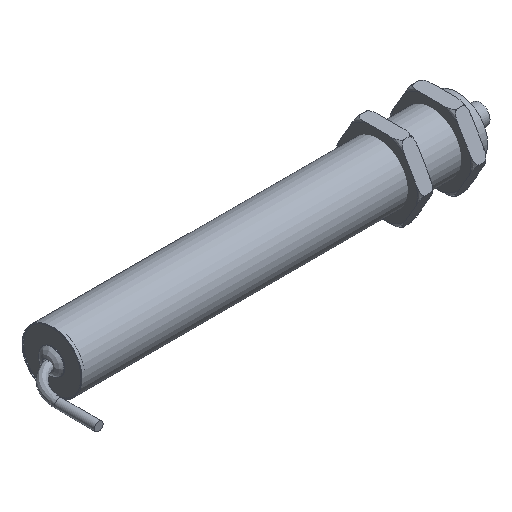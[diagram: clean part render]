
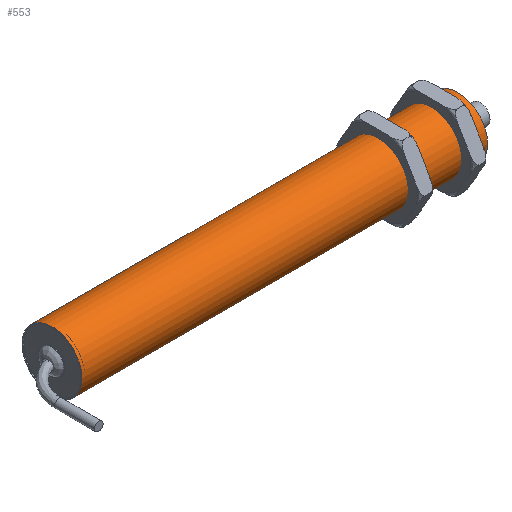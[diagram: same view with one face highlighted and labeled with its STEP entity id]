
A CAD part, isometric view. The second image highlights one B-rep face of the part: STEP entity #553.
In plain terms, the highlighted cylindrical face has radius 9.525 mm (diameter 19.05 mm), a full revolution.
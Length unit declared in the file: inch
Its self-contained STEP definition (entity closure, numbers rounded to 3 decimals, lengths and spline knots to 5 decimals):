
#215 = CIRCLE ( 'NONE', #1584, 0.375 ) ;
#352 = ORIENTED_EDGE ( 'NONE', *, *, #4497, .T. ) ;
#553 = ADVANCED_FACE ( 'NONE', ( #1234, #3976 ), #4701, .T. ) ;
#778 = CIRCLE ( 'NONE', #1426, 0.375 ) ;
#1090 = CARTESIAN_POINT ( 'NONE',  ( 5.08, 0., 0. ) ) ;
#1115 = CARTESIAN_POINT ( 'NONE',  ( 0., 0., 0.375 ) ) ;
#1234 = FACE_OUTER_BOUND ( 'NONE', #2510, .T. ) ;
#1426 = AXIS2_PLACEMENT_3D ( 'NONE', #4488, #2916, #3663 ) ;
#1541 = CARTESIAN_POINT ( 'NONE',  ( 5.08, 0., 0.375 ) ) ;
#1584 = AXIS2_PLACEMENT_3D ( 'NONE', #1090, #1976, #3918 ) ;
#1933 = VERTEX_POINT ( 'NONE', #1541 ) ;
#1976 = DIRECTION ( 'NONE',  ( -1., 0., 0. ) ) ;
#2510 = EDGE_LOOP ( 'NONE', ( #352 ) ) ;
#2775 = DIRECTION ( 'NONE',  ( -1., 0., 0. ) ) ;
#2916 = DIRECTION ( 'NONE',  ( 1., 0., 0. ) ) ;
#3164 = CARTESIAN_POINT ( 'NONE',  ( 5.08, 0., 0. ) ) ;
#3663 = DIRECTION ( 'NONE',  ( 0., 0., 1. ) ) ;
#3806 = AXIS2_PLACEMENT_3D ( 'NONE', #3164, #2775, #3951 ) ;
#3918 = DIRECTION ( 'NONE',  ( 0., 0., 1. ) ) ;
#3951 = DIRECTION ( 'NONE',  ( 0., 0., 1. ) ) ;
#3976 = FACE_OUTER_BOUND ( 'NONE', #4825, .T. ) ;
#4060 = EDGE_CURVE ( 'NONE', #1933, #1933, #215, .T. ) ;
#4259 = ORIENTED_EDGE ( 'NONE', *, *, #4060, .T. ) ;
#4488 = CARTESIAN_POINT ( 'NONE',  ( 0., 0., 0. ) ) ;
#4497 = EDGE_CURVE ( 'NONE', #4580, #4580, #778, .T. ) ;
#4580 = VERTEX_POINT ( 'NONE', #1115 ) ;
#4701 = CYLINDRICAL_SURFACE ( 'NONE', #3806, 0.375 ) ;
#4825 = EDGE_LOOP ( 'NONE', ( #4259 ) ) ;
